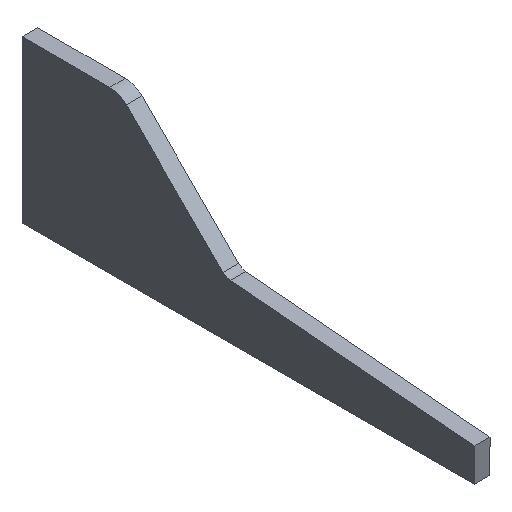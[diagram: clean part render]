
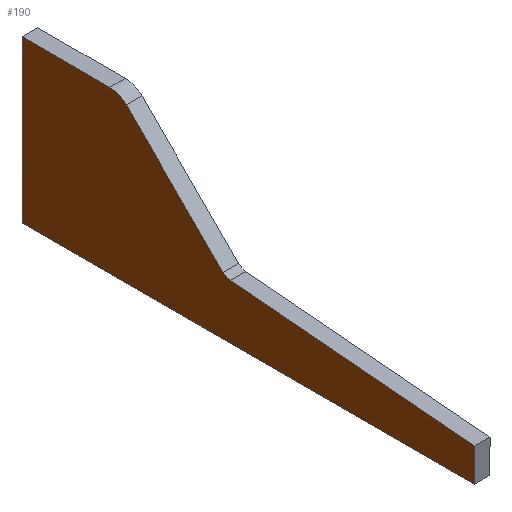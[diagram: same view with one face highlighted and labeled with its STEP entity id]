
A CAD part, isometric view. The second image highlights one B-rep face of the part: STEP entity #190.
In plain terms, the highlighted planar face has unit normal (-1, 0, 0).
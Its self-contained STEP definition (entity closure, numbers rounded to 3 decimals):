
#19=(
BOUNDED_CURVE()
B_SPLINE_CURVE(5,(#310,#311,#312,#313,#314,#315,#316,#317,#318,#319),
 .UNSPECIFIED.,.F.,.F.)
B_SPLINE_CURVE_WITH_KNOTS((6,1,1,1,1,6),(0.,0.1,0.2,0.3,0.4,0.436),
 .UNSPECIFIED.)
CURVE()
GEOMETRIC_REPRESENTATION_ITEM()
RATIONAL_B_SPLINE_CURVE((1.,1.,1.,1.,1.,1.,1.,1.,1.,1.))
REPRESENTATION_ITEM('')
);
#22=CIRCLE('',#209,6.);
#34=FACE_OUTER_BOUND('',#44,.T.);
#44=EDGE_LOOP('',(#165,#166,#167,#168,#169,#170,#171,#172));
#45=LINE('',#271,#65);
#49=LINE('',#280,#69);
#54=LINE('',#334,#74);
#57=LINE('',#340,#77);
#60=LINE('',#346,#80);
#63=LINE('',#351,#83);
#65=VECTOR('',#224,10.);
#69=VECTOR('',#230,10.);
#74=VECTOR('',#243,10.);
#77=VECTOR('',#248,10.);
#80=VECTOR('',#253,10.);
#83=VECTOR('',#258,10.);
#85=VERTEX_POINT('',#269);
#86=VERTEX_POINT('',#270);
#89=VERTEX_POINT('',#278);
#90=VERTEX_POINT('',#279);
#93=VERTEX_POINT('',#309);
#95=VERTEX_POINT('',#333);
#97=VERTEX_POINT('',#339);
#99=VERTEX_POINT('',#345);
#101=EDGE_CURVE('',#85,#86,#45,.T.);
#105=EDGE_CURVE('',#89,#90,#49,.T.);
#109=EDGE_CURVE('',#89,#85,#22,.T.);
#111=EDGE_CURVE('',#86,#93,#19,.T.);
#114=EDGE_CURVE('',#93,#95,#54,.T.);
#117=EDGE_CURVE('',#97,#95,#57,.T.);
#120=EDGE_CURVE('',#99,#97,#60,.T.);
#123=EDGE_CURVE('',#90,#99,#63,.T.);
#165=ORIENTED_EDGE('',*,*,#123,.F.);
#166=ORIENTED_EDGE('',*,*,#105,.F.);
#167=ORIENTED_EDGE('',*,*,#109,.T.);
#168=ORIENTED_EDGE('',*,*,#101,.T.);
#169=ORIENTED_EDGE('',*,*,#111,.T.);
#170=ORIENTED_EDGE('',*,*,#114,.T.);
#171=ORIENTED_EDGE('',*,*,#117,.F.);
#172=ORIENTED_EDGE('',*,*,#120,.F.);
#180=PLANE('',#216);
#190=ADVANCED_FACE('',(#34),#180,.F.);
#209=AXIS2_PLACEMENT_3D('',#287,#236,#237);
#216=AXIS2_PLACEMENT_3D('',#354,#262,#263);
#224=DIRECTION('',(0.,0.707,0.707));
#230=DIRECTION('',(0.,-0.996,-0.087));
#236=DIRECTION('center_axis',(1.,0.,0.));
#237=DIRECTION('ref_axis',(0.,0.087,-0.996));
#243=DIRECTION('',(0.,1.,0.));
#248=DIRECTION('',(0.,0.,1.));
#253=DIRECTION('',(0.,1.,0.));
#258=DIRECTION('',(0.,0.,-1.));
#262=DIRECTION('center_axis',(1.,0.,0.));
#263=DIRECTION('ref_axis',(0.,1.,0.));
#269=CARTESIAN_POINT('',(-29.904,120.14,7.735));
#270=CARTESIAN_POINT('',(-29.904,169.757,57.352));
#271=CARTESIAN_POINT('',(-29.904,120.14,7.735));
#278=CARTESIAN_POINT('',(-29.904,116.42,6.));
#279=CARTESIAN_POINT('',(-29.904,-8.856,-4.96));
#280=CARTESIAN_POINT('',(-29.904,116.42,6.));
#287=CARTESIAN_POINT('Origin',(-29.904,115.897,11.977));
#309=CARTESIAN_POINT('',(-29.904,178.243,60.867));
#310=CARTESIAN_POINT('Ctrl Pts',(-29.904,169.757,57.352));
#311=CARTESIAN_POINT('Ctrl Pts',(-29.904,170.082,57.656));
#312=CARTESIAN_POINT('Ctrl Pts',(-29.904,170.746,58.234));
#313=CARTESIAN_POINT('Ctrl Pts',(-29.904,171.783,59.007));
#314=CARTESIAN_POINT('Ctrl Pts',(-29.904,173.25,59.848));
#315=CARTESIAN_POINT('Ctrl Pts',(-29.904,174.982,60.474));
#316=CARTESIAN_POINT('Ctrl Pts',(-29.904,176.407,60.754));
#317=CARTESIAN_POINT('Ctrl Pts',(-29.904,177.455,60.846));
#318=CARTESIAN_POINT('Ctrl Pts',(-29.904,178.076,60.864));
#319=CARTESIAN_POINT('Ctrl Pts',(-29.904,178.243,60.867));
#333=CARTESIAN_POINT('',(-29.904,223.272,60.867));
#334=CARTESIAN_POINT('',(-29.904,178.243,60.867));
#339=CARTESIAN_POINT('',(-29.904,223.272,-21.964));
#340=CARTESIAN_POINT('',(-29.904,223.272,-21.964));
#345=CARTESIAN_POINT('',(-29.904,-8.856,-21.964));
#346=CARTESIAN_POINT('',(-29.904,-8.856,-21.964));
#351=CARTESIAN_POINT('',(-29.904,-8.856,60.867));
#354=CARTESIAN_POINT('Origin',(-29.904,107.208,19.451));
